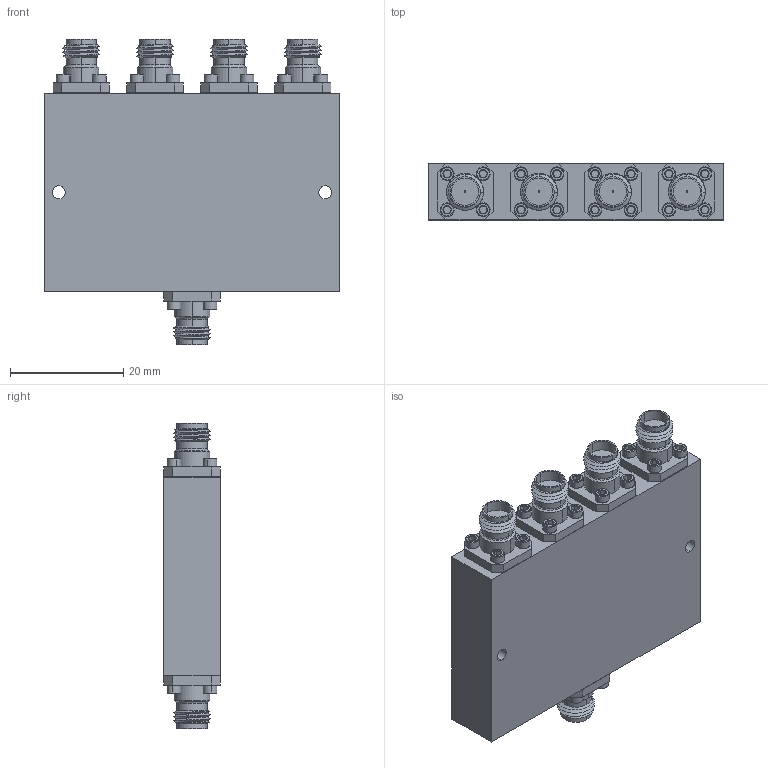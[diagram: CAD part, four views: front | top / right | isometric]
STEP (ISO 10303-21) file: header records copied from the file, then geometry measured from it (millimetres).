
FILE_DESCRIPTION (( 'STEP AP203' ), '1' );
FILE_NAME ('SCS-0634031516-KFKF-42.STEP', '2019-07-18T16:18:19', ( '' ), ( '' ), 'SwSTEP 2.0', 'SolidWorks 2016', '' );
FILE_SCHEMA (( 'CONFIG_CONTROL_DESIGN' ));
Length unit declared in the file: inch
Products named in the file (1): SCS-0634031516-KFKF-42
Bounding box: 52.07 x 9.91 x 53.98 mm (x, y, z)
Volume: 19742.2 mm3; surface area: 8802.7 mm2
Topology: 26 solids, 26 shells, 1613 faces, 4115 edges, 2620 vertices
Faces by surface type: cylinder 966, cone 300, plane 287, bspline 50, torus 10
Entity records: 73628 total; most frequent: CARTESIAN_POINT 39714, ORIENTED_EDGE 8230, DIRECTION 5970, EDGE_CURVE 4115, VERTEX_POINT 2620, AXIS2_PLACEMENT_3D 2246, EDGE_LOOP 1723, ADVANCED_FACE 1613
